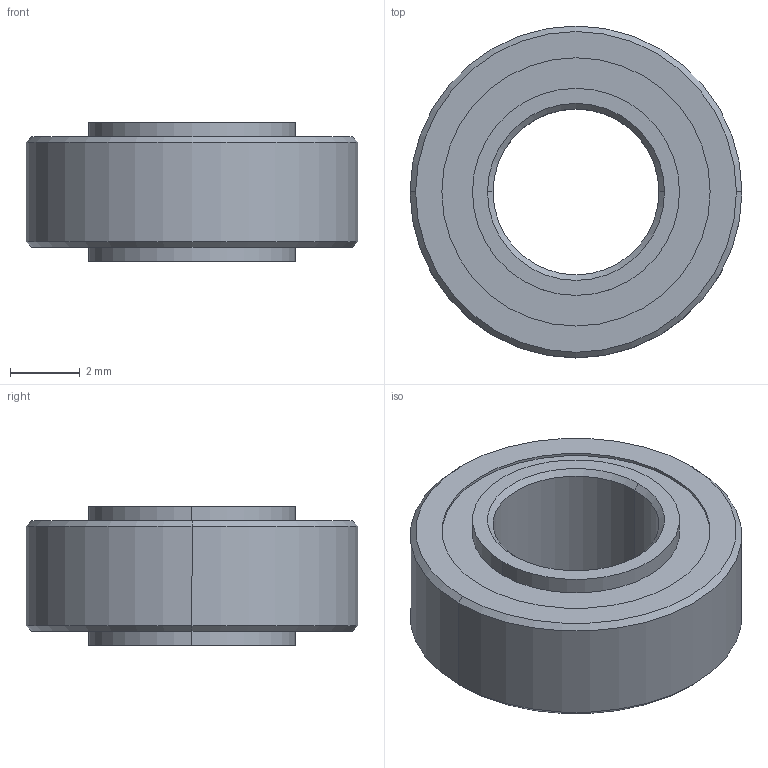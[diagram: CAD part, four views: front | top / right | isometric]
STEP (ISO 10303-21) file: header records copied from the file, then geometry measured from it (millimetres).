
FILE_DESCRIPTION (( 'STEP AP203' ), '1' );
FILE_NAME ('am-3681 3-16 in ID 3-8 in OD Shielded Bearing Extended Inner Race.STEP', '2022-08-09T17:49:14', ( '' ), ( '' ), 'SwSTEP 2.0', 'SolidWorks 2022', '' );
FILE_SCHEMA (( 'CONFIG_CONTROL_DESIGN' ));
Length unit declared in the file: inch
Products named in the file (1): am-3681 3-16 in ID 3-8 in OD Shielded Bearing Extended Inner Race
Bounding box: 9.53 x 9.53 x 3.96 mm (x, y, z)
Volume: 154.3 mm3; surface area: 605.6 mm2
Topology: 16 solids, 16 shells, 60 faces, 156 edges, 104 vertices
Faces by surface type: sphere 24, cylinder 18, cone 8, plane 8, torus 2
Entity records: 1491 total; most frequent: DIRECTION 288, CARTESIAN_POINT 225, ORIENTED_EDGE 192, AXIS2_PLACEMENT_3D 131, EDGE_CURVE 96, CIRCLE 70, VERTEX_POINT 68, EDGE_LOOP 68
